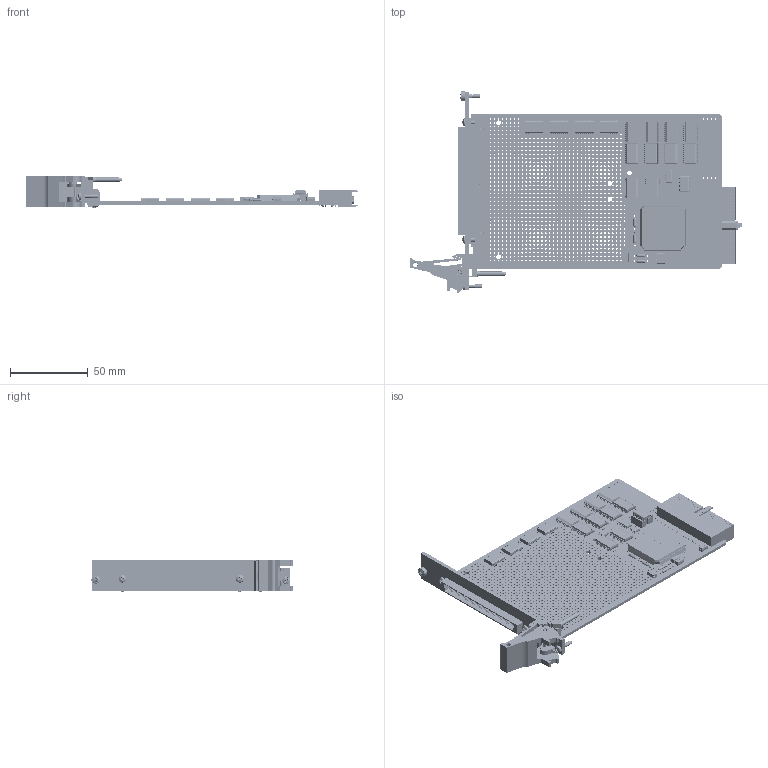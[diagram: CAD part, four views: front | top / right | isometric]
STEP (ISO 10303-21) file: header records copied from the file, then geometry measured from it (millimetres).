
FILE_DESCRIPTION (( 'STEP AP214' ), '1' );
FILE_NAME ('40-220-001 PXI 1SLT 96W SCSI Prototype Card.STEP', '2013-08-22T11:19:11', ( 'admin' ), ( '' ), 'SwSTEP 2.0', 'SolidWorks 2012', '' );
FILE_SCHEMA (( 'AUTOMOTIVE_DESIGN' ));
Length unit declared in the file: millimetre
Products named in the file (1): 40-220-001 PXI 1SLT 96W SCSI Prototype Card
Bounding box: 214 x 129.67 x 20.06 mm (x, y, z)
Surface area: 71637.9 mm2 (no closed solid volume)
Topology: 0 solids, 672 shells, 5909 faces, 24817 edges, 18890 vertices
Faces by surface type: plane 3924, cylinder 1909, torus 25, bspline 18, cone 18, sphere 15
Full cylindrical faces by diameter (mm): 0.242 x1, 0.3 x16, 0.5 x1, 0.6 x110, 0.864 x5, 0.889 x1, 0.914 x7, 0.966 x2, 0.991 x2, 1.016 x1145, 1.496 x2, 1.864 x4, 2 x5, 2.134 x1, 2.497 x1, 2.5 x6, 2.6 x5, 2.8 x1, 2.997 x3, 3 x3, 5 x7, 5.3 x1, 6 x1
Entity records: 326546 total; most frequent: CARTESIAN_POINT 62255, DIRECTION 40117, ORIENTED_EDGE 33023, EDGE_CURVE 23306, VERTEX_POINT 18750, VECTOR 16411, LINE 16411, AXIS2_PLACEMENT_3D 11853
